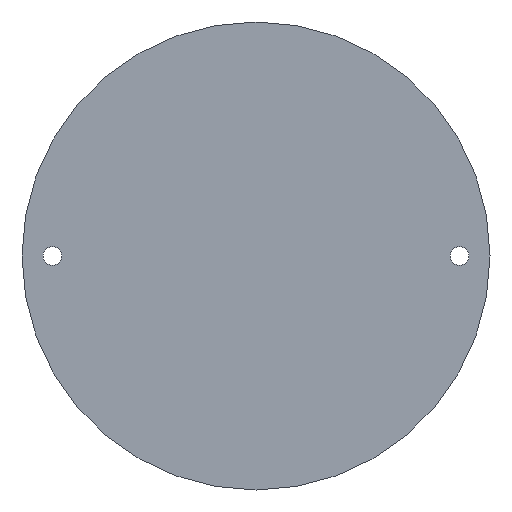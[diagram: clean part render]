
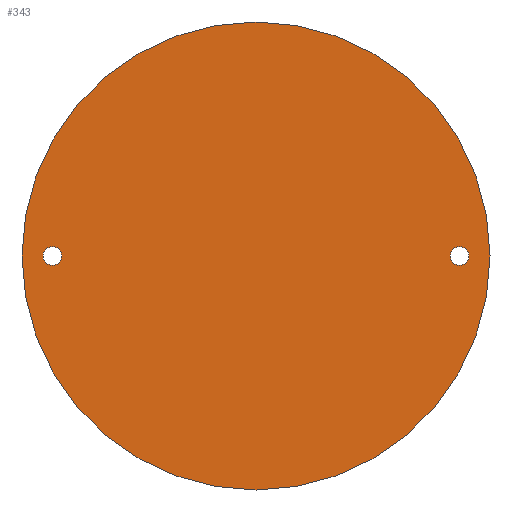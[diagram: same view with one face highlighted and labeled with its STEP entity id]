
A CAD part, front view. The second image highlights one B-rep face of the part: STEP entity #343.
In plain terms, the highlighted planar face has unit normal (0, -1, 0).
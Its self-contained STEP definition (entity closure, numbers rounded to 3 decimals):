
#5 = FACE_OUTER_BOUND ( 'NONE', #24, .T. ) ;
#9 = DIRECTION ( 'NONE',  ( 0., 0., 1. ) ) ;
#12 = EDGE_CURVE ( 'NONE', #414, #442, #132, .T. ) ;
#23 = DIRECTION ( 'NONE',  ( 0., 0., 1. ) ) ;
#24 = EDGE_LOOP ( 'NONE', ( #445, #344 ) ) ;
#27 = DIRECTION ( 'NONE',  ( 0., 1., 0. ) ) ;
#65 = CARTESIAN_POINT ( 'NONE',  ( 0., 0., 0. ) ) ;
#74 = AXIS2_PLACEMENT_3D ( 'NONE', #469, #261, #23 ) ;
#78 = DIRECTION ( 'NONE',  ( 0., 0., 1. ) ) ;
#79 = CIRCLE ( 'NONE', #530, 1. ) ;
#95 = AXIS2_PLACEMENT_3D ( 'NONE', #65, #27, #195 ) ;
#109 = CARTESIAN_POINT ( 'NONE',  ( 21.75, 0., -1. ) ) ;
#114 = ORIENTED_EDGE ( 'NONE', *, *, #12, .T. ) ;
#130 = CARTESIAN_POINT ( 'NONE',  ( 0., 0., 25. ) ) ;
#132 = CIRCLE ( 'NONE', #309, 1. ) ;
#134 = CARTESIAN_POINT ( 'NONE',  ( 21.75, 0., 1. ) ) ;
#150 = DIRECTION ( 'NONE',  ( 0., 0., 1. ) ) ;
#154 = VERTEX_POINT ( 'NONE', #134 ) ;
#157 = AXIS2_PLACEMENT_3D ( 'NONE', #198, #225, #436 ) ;
#158 = EDGE_CURVE ( 'NONE', #154, #338, #265, .T. ) ;
#180 = EDGE_CURVE ( 'NONE', #487, #514, #366, .T. ) ;
#195 = DIRECTION ( 'NONE',  ( 0., 0., 1. ) ) ;
#198 = CARTESIAN_POINT ( 'NONE',  ( 0., 0., 0. ) ) ;
#201 = CARTESIAN_POINT ( 'NONE',  ( 0., 0., -25. ) ) ;
#207 = DIRECTION ( 'NONE',  ( 0., 0., 1. ) ) ;
#214 = DIRECTION ( 'NONE',  ( 0., 1., 0. ) ) ;
#225 = DIRECTION ( 'NONE',  ( 0., 1., 0. ) ) ;
#235 = DIRECTION ( 'NONE',  ( 0., 1., 0. ) ) ;
#254 = EDGE_LOOP ( 'NONE', ( #304, #402 ) ) ;
#261 = DIRECTION ( 'NONE',  ( 0., 1., 0. ) ) ;
#265 = CIRCLE ( 'NONE', #287, 1. ) ;
#287 = AXIS2_PLACEMENT_3D ( 'NONE', #453, #214, #9 ) ;
#289 = ORIENTED_EDGE ( 'NONE', *, *, #435, .T. ) ;
#301 = CARTESIAN_POINT ( 'NONE',  ( 0., 0., 0. ) ) ;
#304 = ORIENTED_EDGE ( 'NONE', *, *, #158, .T. ) ;
#309 = AXIS2_PLACEMENT_3D ( 'NONE', #316, #484, #78 ) ;
#316 = CARTESIAN_POINT ( 'NONE',  ( -21.75, 0., 0. ) ) ;
#338 = VERTEX_POINT ( 'NONE', #109 ) ;
#343 = ADVANCED_FACE ( 'NONE', ( #485, #374, #5 ), #345, .F. ) ;
#344 = ORIENTED_EDGE ( 'NONE', *, *, #404, .F. ) ;
#345 = PLANE ( 'NONE',  #95 ) ;
#348 = CARTESIAN_POINT ( 'NONE',  ( -21.75, 0., 1. ) ) ;
#356 = CARTESIAN_POINT ( 'NONE',  ( 21.75, 0., 0. ) ) ;
#366 = CIRCLE ( 'NONE', #427, 25. ) ;
#374 = FACE_BOUND ( 'NONE', #254, .T. ) ;
#402 = ORIENTED_EDGE ( 'NONE', *, *, #464, .T. ) ;
#404 = EDGE_CURVE ( 'NONE', #514, #487, #422, .T. ) ;
#414 = VERTEX_POINT ( 'NONE', #434 ) ;
#422 = CIRCLE ( 'NONE', #157, 25. ) ;
#427 = AXIS2_PLACEMENT_3D ( 'NONE', #301, #428, #150 ) ;
#428 = DIRECTION ( 'NONE',  ( 0., 1., 0. ) ) ;
#434 = CARTESIAN_POINT ( 'NONE',  ( -21.75, 0., -1. ) ) ;
#435 = EDGE_CURVE ( 'NONE', #442, #414, #511, .T. ) ;
#436 = DIRECTION ( 'NONE',  ( 0., 0., 1. ) ) ;
#442 = VERTEX_POINT ( 'NONE', #348 ) ;
#445 = ORIENTED_EDGE ( 'NONE', *, *, #180, .F. ) ;
#453 = CARTESIAN_POINT ( 'NONE',  ( 21.75, 0., 0. ) ) ;
#464 = EDGE_CURVE ( 'NONE', #338, #154, #79, .T. ) ;
#469 = CARTESIAN_POINT ( 'NONE',  ( -21.75, 0., 0. ) ) ;
#473 = EDGE_LOOP ( 'NONE', ( #289, #114 ) ) ;
#484 = DIRECTION ( 'NONE',  ( 0., 1., 0. ) ) ;
#485 = FACE_BOUND ( 'NONE', #473, .T. ) ;
#487 = VERTEX_POINT ( 'NONE', #201 ) ;
#511 = CIRCLE ( 'NONE', #74, 1. ) ;
#514 = VERTEX_POINT ( 'NONE', #130 ) ;
#530 = AXIS2_PLACEMENT_3D ( 'NONE', #356, #235, #207 ) ;
